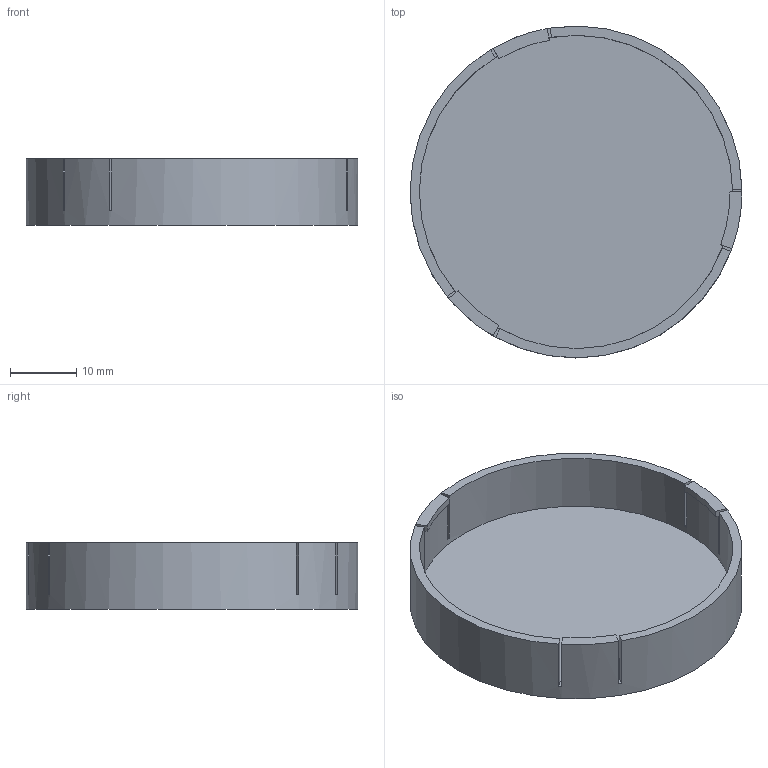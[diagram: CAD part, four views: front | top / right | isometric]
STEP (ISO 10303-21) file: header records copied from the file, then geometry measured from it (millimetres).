
FILE_DESCRIPTION(('FreeCAD Model'),'2;1');
FILE_NAME( 'SW150_frontSubCap.step', '2019-04-28T11:44:49',('Author'),(''), 'Open CASCADE STEP processor 7.2','FreeCAD','Unknown');
FILE_SCHEMA(('AUTOMOTIVE_DESIGN { 1 0 10303 214 1 1 1 1 }'));
Length unit declared in the file: millimetre
Products named in the file (1): Cut001
Bounding box: 50 x 50 x 10 mm (x, y, z)
Volume: 4219.2 mm3; surface area: 6915.6 mm2
Topology: 1 solids, 1 shells, 34 faces, 99 edges, 67 vertices
Faces by surface type: plane 29, cylinder 5
Full cylindrical faces by diameter (mm): 47.2 x1, 50 x1
Entity records: 2395 total; most frequent: CARTESIAN_POINT 456, DIRECTION 347, ORIENTED_EDGE 198, PCURVE 198, DEFINITIONAL_REPRESENTATION 198, LINE 166, VECTOR 166, EDGE_CURVE 99
